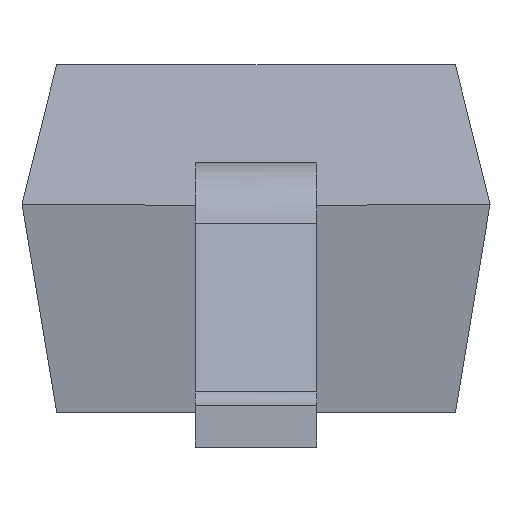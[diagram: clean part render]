
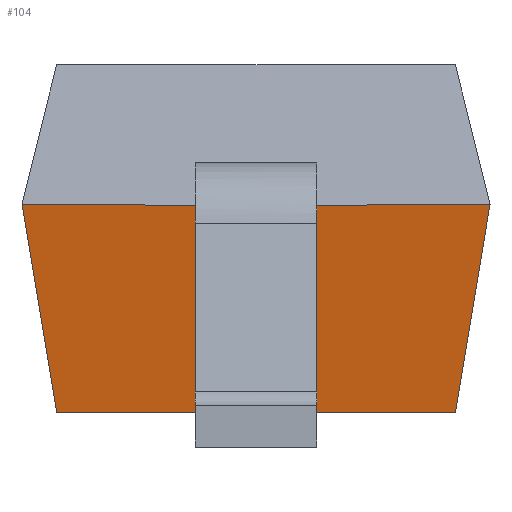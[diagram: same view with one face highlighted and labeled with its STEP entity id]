
A CAD part, left-side view. The second image highlights one B-rep face of the part: STEP entity #104.
In plain terms, the highlighted planar face has unit normal (-0.986, 0, -0.164).
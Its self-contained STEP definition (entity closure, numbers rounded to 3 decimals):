
#5 = EDGE_CURVE ( 'NONE', #349, #664, #153, .T. ) ;
#13 = ORIENTED_EDGE ( 'NONE', *, *, #5, .T. ) ;
#71 = CARTESIAN_POINT ( 'NONE',  ( -0.9, -0.175, 0.698 ) ) ;
#104 = ADVANCED_FACE ( 'NONE', ( #465 ), #187, .T. ) ;
#126 = DIRECTION ( 'NONE',  ( -0.162, 0.162, 0.973 ) ) ;
#146 = CARTESIAN_POINT ( 'NONE',  ( -0.8, -0.575, 0.1 ) ) ;
#151 = AXIS2_PLACEMENT_3D ( 'NONE', #653, #1033, #741 ) ;
#153 = LINE ( 'NONE', #1003, #772 ) ;
#171 = ORIENTED_EDGE ( 'NONE', *, *, #503, .F. ) ;
#182 = LINE ( 'NONE', #739, #955 ) ;
#187 = PLANE ( 'NONE',  #151 ) ;
#219 = CARTESIAN_POINT ( 'NONE',  ( -0.9, 0., 0.7 ) ) ;
#236 = EDGE_CURVE ( 'NONE', #349, #278, #182, .T. ) ;
#251 = CARTESIAN_POINT ( 'NONE',  ( -0.8, 0.575, 0.1 ) ) ;
#278 = VERTEX_POINT ( 'NONE', #71 ) ;
#281 = CARTESIAN_POINT ( 'NONE',  ( -0.9, -0.675, 0.7 ) ) ;
#349 = VERTEX_POINT ( 'NONE', #1020 ) ;
#350 = VECTOR ( 'NONE', #892, 1000. ) ;
#360 = EDGE_CURVE ( 'NONE', #843, #956, #485, .T. ) ;
#409 = CARTESIAN_POINT ( 'NONE',  ( -0.9, 0.675, 0.7 ) ) ;
#410 = ORIENTED_EDGE ( 'NONE', *, *, #643, .T. ) ;
#465 = FACE_OUTER_BOUND ( 'NONE', #810, .T. ) ;
#485 = LINE ( 'NONE', #657, #1070 ) ;
#503 = EDGE_CURVE ( 'NONE', #956, #664, #1158, .T. ) ;
#530 = DIRECTION ( 'NONE',  ( 0., -1., 0. ) ) ;
#533 = ORIENTED_EDGE ( 'NONE', *, *, #360, .F. ) ;
#643 = EDGE_CURVE ( 'NONE', #1127, #278, #1055, .T. ) ;
#653 = CARTESIAN_POINT ( 'NONE',  ( -0.762, 0., -0.127 ) ) ;
#657 = CARTESIAN_POINT ( 'NONE',  ( -0.8, 0., 0.1 ) ) ;
#660 = CARTESIAN_POINT ( 'NONE',  ( -0.8, -0.575, 0.1 ) ) ;
#664 = VERTEX_POINT ( 'NONE', #409 ) ;
#670 = CARTESIAN_POINT ( 'NONE',  ( -0.8, 0.575, 0.1 ) ) ;
#739 = CARTESIAN_POINT ( 'NONE',  ( -0.899, 0., 0.695 ) ) ;
#741 = DIRECTION ( 'NONE',  ( -0.164, 0., 0.986 ) ) ;
#772 = VECTOR ( 'NONE', #1077, 1000. ) ;
#810 = EDGE_LOOP ( 'NONE', ( #946, #410, #827, #13, #171, #533 ) ) ;
#827 = ORIENTED_EDGE ( 'NONE', *, *, #236, .F. ) ;
#843 = VERTEX_POINT ( 'NONE', #660 ) ;
#892 = DIRECTION ( 'NONE',  ( -0.162, -0.162, 0.973 ) ) ;
#937 = EDGE_CURVE ( 'NONE', #843, #1127, #986, .T. ) ;
#946 = ORIENTED_EDGE ( 'NONE', *, *, #937, .T. ) ;
#955 = VECTOR ( 'NONE', #530, 1000. ) ;
#956 = VERTEX_POINT ( 'NONE', #251 ) ;
#978 = VECTOR ( 'NONE', #126, 1000. ) ;
#986 = LINE ( 'NONE', #146, #350 ) ;
#1003 = CARTESIAN_POINT ( 'NONE',  ( -0.9, 0., 0.7 ) ) ;
#1020 = CARTESIAN_POINT ( 'NONE',  ( -0.9, 0.175, 0.698 ) ) ;
#1033 = DIRECTION ( 'NONE',  ( -0.986, 0., -0.164 ) ) ;
#1055 = LINE ( 'NONE', #219, #1165 ) ;
#1062 = DIRECTION ( 'NONE',  ( 0., 1., 0. ) ) ;
#1070 = VECTOR ( 'NONE', #1062, 1000. ) ;
#1077 = DIRECTION ( 'NONE',  ( 0., 1., 0. ) ) ;
#1127 = VERTEX_POINT ( 'NONE', #281 ) ;
#1151 = DIRECTION ( 'NONE',  ( 0., 1., 0. ) ) ;
#1158 = LINE ( 'NONE', #670, #978 ) ;
#1165 = VECTOR ( 'NONE', #1151, 1000. ) ;
